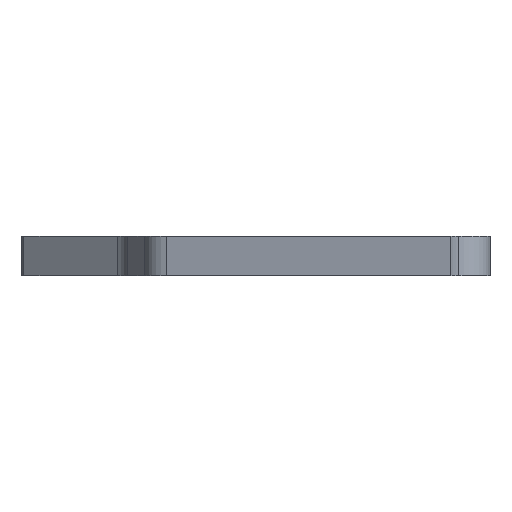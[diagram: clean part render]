
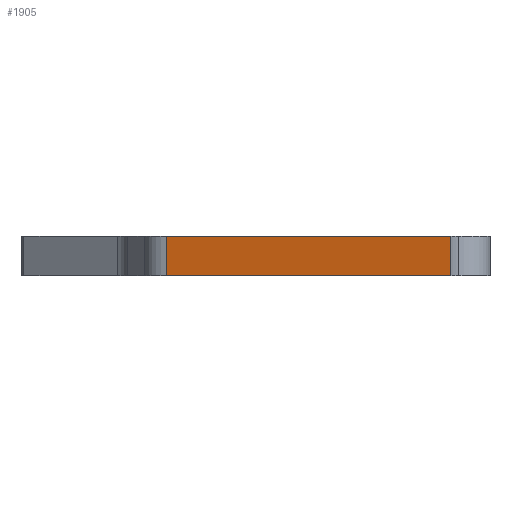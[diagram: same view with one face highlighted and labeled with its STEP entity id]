
A CAD part, left-side view. The second image highlights one B-rep face of the part: STEP entity #1905.
In plain terms, the highlighted planar face has unit normal (-0.966, 0.26, 0).
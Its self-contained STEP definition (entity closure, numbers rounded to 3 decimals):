
#31 = CARTESIAN_POINT ( 'NONE',  ( -107.294, -165.316, 15. ) ) ;
#35 = EDGE_CURVE ( 'NONE', #1414, #1910, #1333, .T. ) ;
#39 = ORIENTED_EDGE ( 'NONE', *, *, #1934, .F. ) ;
#77 = CARTESIAN_POINT ( 'NONE',  ( -77.86, -55.878, 0. ) ) ;
#79 = DIRECTION ( 'NONE',  ( 0.966, -0.26, 0. ) ) ;
#94 = EDGE_CURVE ( 'NONE', #2059, #1910, #732, .T. ) ;
#300 = DIRECTION ( 'NONE',  ( 0., 0., -1. ) ) ;
#399 = CARTESIAN_POINT ( 'NONE',  ( -77.86, -55.878, 15. ) ) ;
#554 = DIRECTION ( 'NONE',  ( -0.26, -0.966, 0. ) ) ;
#584 = VECTOR ( 'NONE', #1856, 1000. ) ;
#588 = VECTOR ( 'NONE', #665, 1000. ) ;
#611 = CARTESIAN_POINT ( 'NONE',  ( -77.86, -55.878, 0. ) ) ;
#613 = VECTOR ( 'NONE', #554, 1000. ) ;
#665 = DIRECTION ( 'NONE',  ( 0., 0., -1. ) ) ;
#727 = CARTESIAN_POINT ( 'NONE',  ( -77.86, -55.878, 15. ) ) ;
#732 = LINE ( 'NONE', #1726, #1306 ) ;
#991 = VERTEX_POINT ( 'NONE', #727 ) ;
#1210 = FACE_OUTER_BOUND ( 'NONE', #1466, .T. ) ;
#1306 = VECTOR ( 'NONE', #300, 1000. ) ;
#1333 = LINE ( 'NONE', #77, #613 ) ;
#1343 = PLANE ( 'NONE',  #2001 ) ;
#1362 = CARTESIAN_POINT ( 'NONE',  ( -77.86, -55.878, 15. ) ) ;
#1414 = VERTEX_POINT ( 'NONE', #611 ) ;
#1466 = EDGE_LOOP ( 'NONE', ( #2060, #1930, #39, #1858 ) ) ;
#1507 = DIRECTION ( 'NONE',  ( 0.26, 0.966, 0. ) ) ;
#1543 = LINE ( 'NONE', #1632, #588 ) ;
#1632 = CARTESIAN_POINT ( 'NONE',  ( -77.86, -55.878, 15. ) ) ;
#1651 = EDGE_CURVE ( 'NONE', #991, #1414, #1543, .T. ) ;
#1726 = CARTESIAN_POINT ( 'NONE',  ( -107.294, -165.316, 15. ) ) ;
#1856 = DIRECTION ( 'NONE',  ( -0.26, -0.966, 0. ) ) ;
#1858 = ORIENTED_EDGE ( 'NONE', *, *, #1651, .T. ) ;
#1905 = ADVANCED_FACE ( 'NONE', ( #1210 ), #1343, .F. ) ;
#1910 = VERTEX_POINT ( 'NONE', #2010 ) ;
#1930 = ORIENTED_EDGE ( 'NONE', *, *, #94, .F. ) ;
#1934 = EDGE_CURVE ( 'NONE', #991, #2059, #2075, .T. ) ;
#2001 = AXIS2_PLACEMENT_3D ( 'NONE', #399, #79, #1507 ) ;
#2010 = CARTESIAN_POINT ( 'NONE',  ( -107.294, -165.316, 0. ) ) ;
#2059 = VERTEX_POINT ( 'NONE', #31 ) ;
#2060 = ORIENTED_EDGE ( 'NONE', *, *, #35, .T. ) ;
#2075 = LINE ( 'NONE', #1362, #584 ) ;
